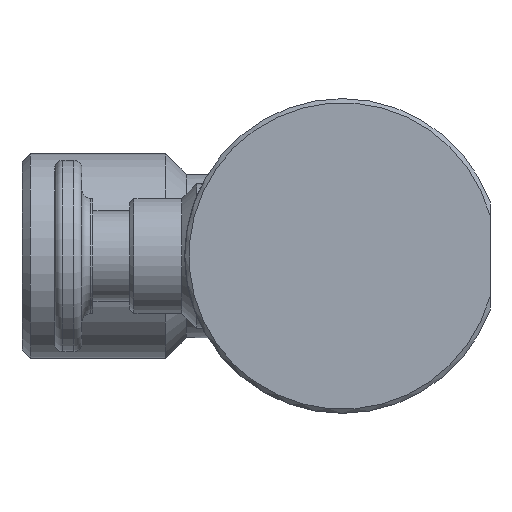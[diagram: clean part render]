
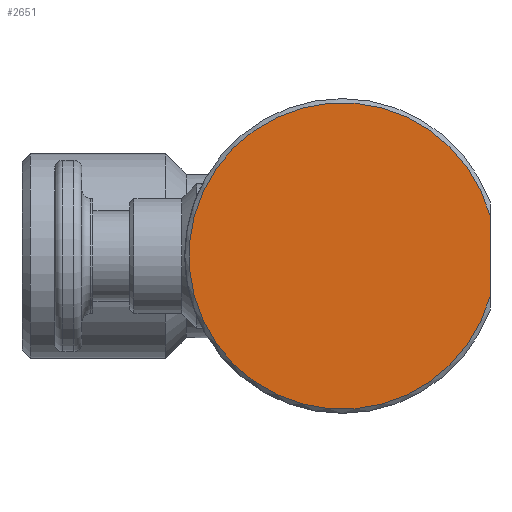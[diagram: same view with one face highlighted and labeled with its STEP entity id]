
A CAD part, left-side view. The second image highlights one B-rep face of the part: STEP entity #2651.
In plain terms, the highlighted planar face has unit normal (-1, 0, 0).
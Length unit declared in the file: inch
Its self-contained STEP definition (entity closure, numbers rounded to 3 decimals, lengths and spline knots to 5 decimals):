
#126=PLANE('',#2910);
#173=LINE('',#3898,#343);
#343=VECTOR('',#3035,0.3937);
#612=FACE_OUTER_BOUND('',#751,.T.);
#751=EDGE_LOOP('',(#2364,#2365));
#895=CIRCLE('',#2911,0.56);
#1024=VERTEX_POINT('',#3896);
#1025=VERTEX_POINT('',#3897);
#1302=EDGE_CURVE('',#1024,#1025,#173,.T.);
#1627=EDGE_CURVE('',#1024,#1025,#895,.T.);
#2364=ORIENTED_EDGE('',*,*,#1302,.T.);
#2365=ORIENTED_EDGE('',*,*,#1627,.F.);
#2651=ADVANCED_FACE('',(#612),#126,.T.);
#2910=AXIS2_PLACEMENT_3D('',#4835,#3567,#3568);
#2911=AXIS2_PLACEMENT_3D('',#4836,#3569,#3570);
#3035=DIRECTION('',(0.,0.,1.));
#3567=DIRECTION('center_axis',(-1.,0.,0.));
#3568=DIRECTION('ref_axis',(0.,0.,1.));
#3569=DIRECTION('center_axis',(1.,0.,0.));
#3570=DIRECTION('ref_axis',(0.,1.,0.));
#3896=CARTESIAN_POINT('',(0.,-0.54,-0.14832));
#3897=CARTESIAN_POINT('',(0.,-0.54,0.14832));
#3898=CARTESIAN_POINT('',(0.,-0.54,0.));
#4835=CARTESIAN_POINT('Origin',(0.,0.28,0.));
#4836=CARTESIAN_POINT('Origin',(0.,0.,0.));
